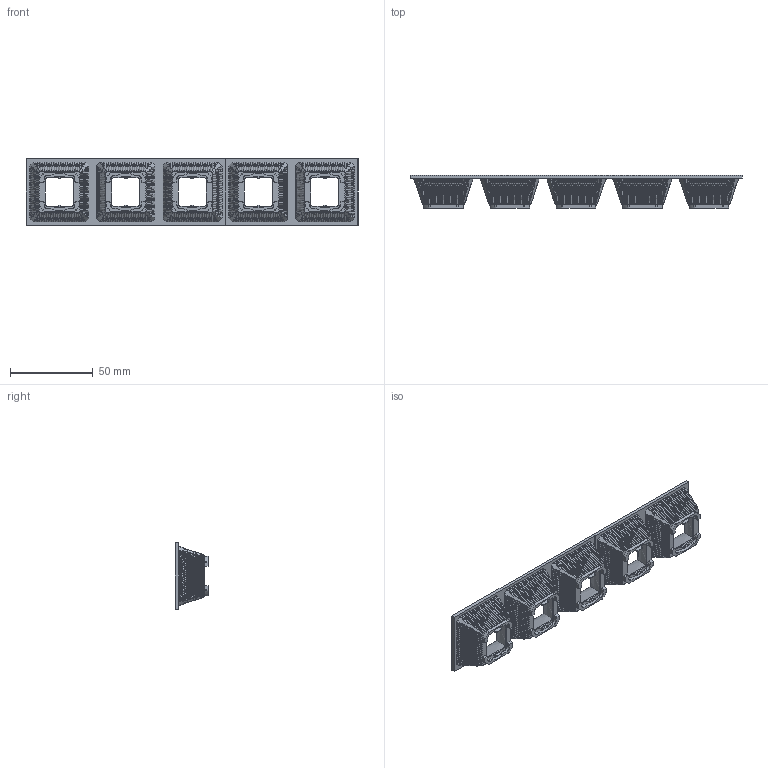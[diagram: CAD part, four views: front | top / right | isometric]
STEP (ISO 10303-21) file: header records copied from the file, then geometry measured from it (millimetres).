
FILE_DESCRIPTION((''),'2;1');
FILE_NAME('999_2','2022-09-20T10:28:05',('Administrator'),(''),'CREO PARAMETRIC BY PTC INC, 2018020','CREO PARAMETRIC BY PTC INC, 2018020','');
FILE_SCHEMA(('CONFIG_CONTROL_DESIGN'));
Products named in the file (1): 999_2
Bounding box: 200.21 x 19.99 x 40 mm (x, y, z)
Volume: 18150 mm3; surface area: 29988.2 mm2
Topology: 1 solids, 1 shells, 1838 faces, 5453 edges, 3627 vertices
Faces by surface type: bspline 1350, plane 282, cylinder 105, cone 57, extrusion 20, revolution 20, torus 4
Entity records: 115843 total; most frequent: CARTESIAN_POINT 80021, ORIENTED_EDGE 10886, EDGE_CURVE 5443, B_SPLINE_CURVE_WITH_KNOTS 4593, VERTEX_POINT 3627, DIRECTION 2009, EDGE_LOOP 1868, FACE_OUTER_BOUND 1838
